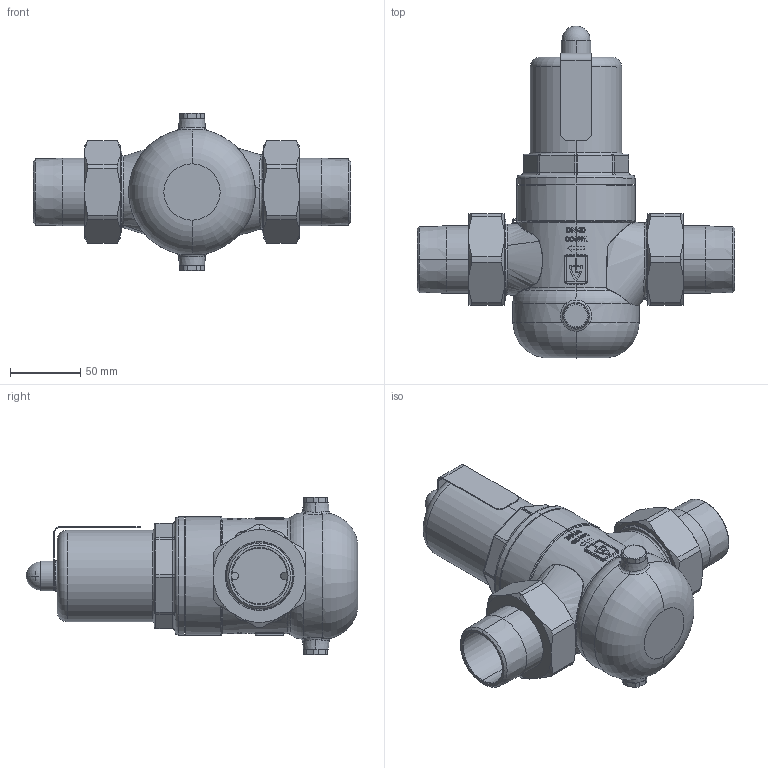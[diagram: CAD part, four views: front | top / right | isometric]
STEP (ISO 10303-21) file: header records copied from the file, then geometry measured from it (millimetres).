
FILE_DESCRIPTION (( 'STEP AP214' ), '1' );
FILE_NAME ('630mGFO-40 Dummy.STEP', '2012-02-23T15:09:44', ( 'Blankenhorn' ), ( '' ), 'SwSTEP 2.0', 'SolidWorks 2011', '' );
FILE_SCHEMA (( 'AUTOMOTIVE_DESIGN' ));
Length unit declared in the file: millimetre
Products named in the file (1): 630mGFO-40 Dummy
Bounding box: 226 x 236.2 x 112 mm (x, y, z)
Volume: 486660.9 mm3; surface area: 213210.1 mm2
Topology: 12 solids, 12 shells, 1019 faces, 2560 edges, 1607 vertices
Faces by surface type: plane 351, cylinder 268, bspline 200, cone 115, torus 75, sphere 10
Entity records: 57757 total; most frequent: CARTESIAN_POINT 23556, ORIENTED_EDGE 5084, DIRECTION 4330, EDGE_CURVE 2542, AXIS2_PLACEMENT_3D 1658, VERTEX_POINT 1604, EDGE_LOOP 1104, UNCERTAINTY_MEASURE_WITH_UNIT 1033
